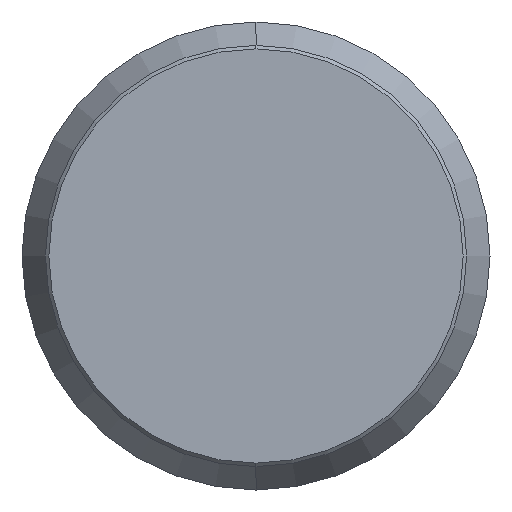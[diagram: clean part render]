
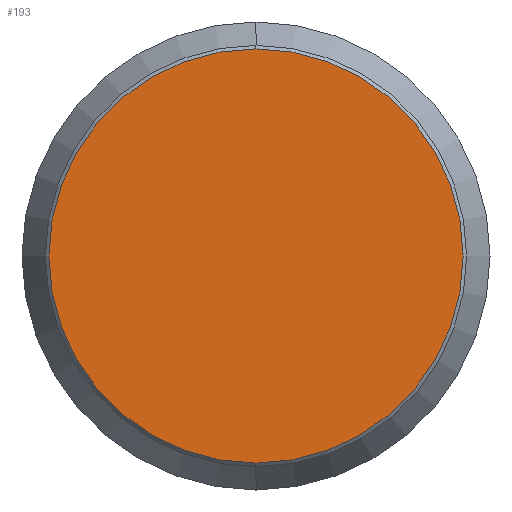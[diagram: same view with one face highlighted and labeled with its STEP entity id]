
A CAD part, left-side view. The second image highlights one B-rep face of the part: STEP entity #193.
In plain terms, the highlighted planar face has unit normal (-1, 0, 0).
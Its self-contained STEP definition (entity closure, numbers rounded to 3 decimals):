
#10 = CARTESIAN_POINT ( 'NONE',  ( 0., 0., 0. ) ) ;
#19 = FACE_OUTER_BOUND ( 'NONE', #398, .T. ) ;
#56 = DIRECTION ( 'NONE',  ( 0., 0., 1. ) ) ;
#63 = CIRCLE ( 'NONE', #438, 17.7 ) ;
#83 = DIRECTION ( 'NONE',  ( -1., 0., 0. ) ) ;
#109 = DIRECTION ( 'NONE',  ( 0., 0., -1. ) ) ;
#128 = VERTEX_POINT ( 'NONE', #154 ) ;
#142 = EDGE_CURVE ( 'NONE', #566, #128, #272, .T. ) ;
#153 = DIRECTION ( 'NONE',  ( -1., 0., 0. ) ) ;
#154 = CARTESIAN_POINT ( 'NONE',  ( 0., 0., 17.7 ) ) ;
#177 = CARTESIAN_POINT ( 'NONE',  ( 0., 0., -17.7 ) ) ;
#182 = CARTESIAN_POINT ( 'NONE',  ( 0., 0., 0. ) ) ;
#193 = ADVANCED_FACE ( 'NONE', ( #19 ), #610, .F. ) ;
#272 = CIRCLE ( 'NONE', #317, 17.7 ) ;
#310 = CARTESIAN_POINT ( 'NONE',  ( 0., 0., 0. ) ) ;
#317 = AXIS2_PLACEMENT_3D ( 'NONE', #10, #153, #56 ) ;
#341 = ORIENTED_EDGE ( 'NONE', *, *, #564, .T. ) ;
#398 = EDGE_LOOP ( 'NONE', ( #494, #341 ) ) ;
#416 = DIRECTION ( 'NONE',  ( 1., 0., 0. ) ) ;
#438 = AXIS2_PLACEMENT_3D ( 'NONE', #182, #83, #638 ) ;
#494 = ORIENTED_EDGE ( 'NONE', *, *, #142, .T. ) ;
#564 = EDGE_CURVE ( 'NONE', #128, #566, #63, .T. ) ;
#566 = VERTEX_POINT ( 'NONE', #177 ) ;
#597 = AXIS2_PLACEMENT_3D ( 'NONE', #310, #416, #109 ) ;
#610 = PLANE ( 'NONE',  #597 ) ;
#638 = DIRECTION ( 'NONE',  ( 0., 0., 1. ) ) ;
